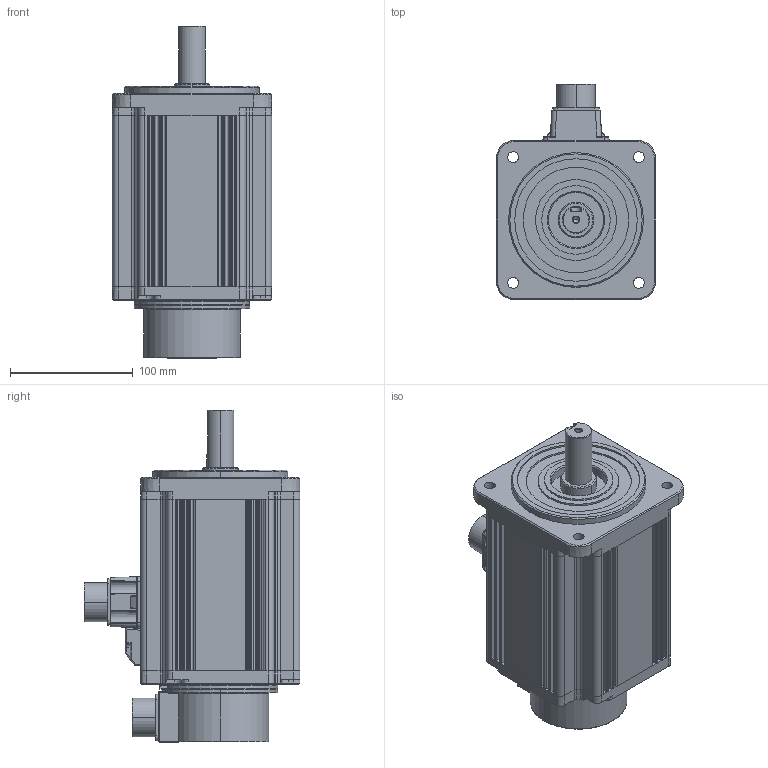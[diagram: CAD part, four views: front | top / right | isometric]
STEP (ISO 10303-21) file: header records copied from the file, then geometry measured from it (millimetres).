
FILE_DESCRIPTION (( 'STEP AP214' ), '1' );
FILE_NAME ('SV2L-420B.STEP', '2023-02-22T12:15:28', ( '' ), ( '' ), 'SwSTEP 2.0', 'SolidWorks 2021', '' );
FILE_SCHEMA (( 'AUTOMOTIVE_DESIGN' ));
Length unit declared in the file: inch
Products named in the file (1): SV2L-420B
Bounding box: 130 x 176.14 x 271 mm (x, y, z)
Volume: 2913221.2 mm3; surface area: 173767.4 mm2
Topology: 1 solids, 1 shells, 658 faces, 1643 edges, 967 vertices
Faces by surface type: plane 290, cylinder 215, cone 87, bspline 66
Entity records: 22073 total; most frequent: CARTESIAN_POINT 7320, ORIENTED_EDGE 3214, DIRECTION 2881, EDGE_CURVE 1607, AXIS2_PLACEMENT_3D 1046, VERTEX_POINT 967, VECTOR 789, LINE 789
